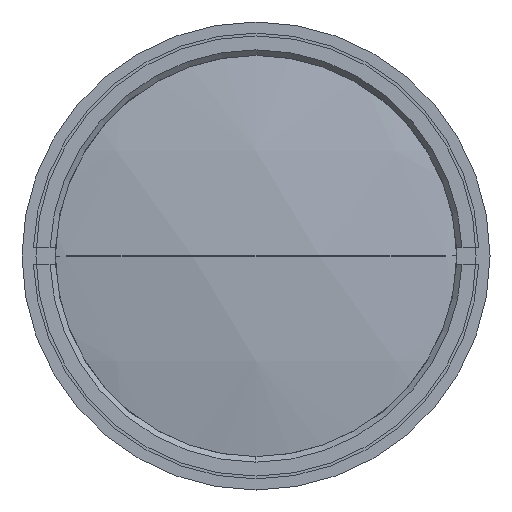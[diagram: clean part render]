
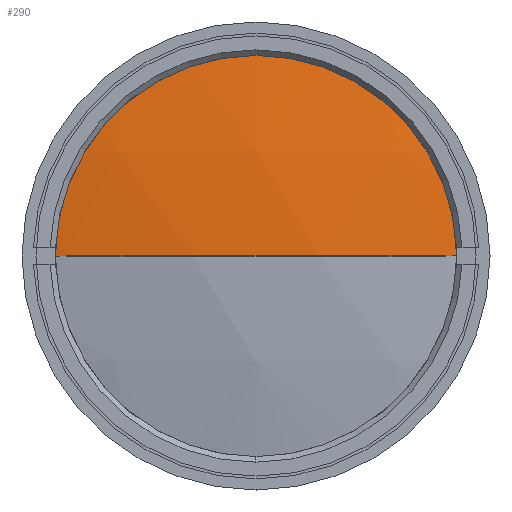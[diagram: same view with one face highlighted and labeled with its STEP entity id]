
A CAD part, left-side view. The second image highlights one B-rep face of the part: STEP entity #290.
In plain terms, the highlighted spherical face has radius 94.402 mm.
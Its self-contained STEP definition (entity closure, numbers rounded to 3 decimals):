
#30 = DIRECTION ( 'NONE',  ( -1., 0., 0. ) ) ;
#133 = AXIS2_PLACEMENT_3D ( 'NONE', #2776, #705, #1427 ) ;
#150 = AXIS2_PLACEMENT_3D ( 'NONE', #1917, #2376, #1262 ) ;
#225 = DIRECTION ( 'NONE',  ( 0., -1., 0. ) ) ;
#290 = ADVANCED_FACE ( 'NONE', ( #381 ), #860, .T. ) ;
#291 = CARTESIAN_POINT ( 'NONE',  ( -88.485, 17., 0. ) ) ;
#381 = FACE_OUTER_BOUND ( 'NONE', #2626, .T. ) ;
#447 = CARTESIAN_POINT ( 'NONE',  ( 4.374, 0., 0. ) ) ;
#486 = CIRCLE ( 'NONE', #150, 18.804 ) ;
#599 = ORIENTED_EDGE ( 'NONE', *, *, #911, .F. ) ;
#637 = VERTEX_POINT ( 'NONE', #1542 ) ;
#705 = DIRECTION ( 'NONE',  ( 0., -1., 0. ) ) ;
#716 = AXIS2_PLACEMENT_3D ( 'NONE', #763, #2602, #1688 ) ;
#727 = CARTESIAN_POINT ( 'NONE',  ( 4.374, 0., 0. ) ) ;
#763 = CARTESIAN_POINT ( 'NONE',  ( 4.374, -17., 0. ) ) ;
#819 = EDGE_CURVE ( 'NONE', #2262, #1829, #2721, .T. ) ;
#839 = ORIENTED_EDGE ( 'NONE', *, *, #2509, .T. ) ;
#857 = DIRECTION ( 'NONE',  ( 1., 0., 0. ) ) ;
#860 = SPHERICAL_SURFACE ( 'NONE', #992, 94.402 ) ;
#877 = DIRECTION ( 'NONE',  ( 0., 0., 1. ) ) ;
#882 = VERTEX_POINT ( 'NONE', #2114 ) ;
#911 = EDGE_CURVE ( 'NONE', #2020, #637, #1396, .T. ) ;
#947 = CARTESIAN_POINT ( 'NONE',  ( -88.485, 17., 0. ) ) ;
#992 = AXIS2_PLACEMENT_3D ( 'NONE', #1305, #877, #2896 ) ;
#1243 = AXIS2_PLACEMENT_3D ( 'NONE', #447, #2081, #30 ) ;
#1252 = ORIENTED_EDGE ( 'NONE', *, *, #2249, .F. ) ;
#1253 = CARTESIAN_POINT ( 'NONE',  ( -88.485, -17., 0. ) ) ;
#1262 = DIRECTION ( 'NONE',  ( 0., 0., -1. ) ) ;
#1305 = CARTESIAN_POINT ( 'NONE',  ( 4.374, 0., 0. ) ) ;
#1396 = CIRCLE ( 'NONE', #716, 92.859 ) ;
#1422 = EDGE_CURVE ( 'NONE', #1829, #2075, #2534, .T. ) ;
#1427 = DIRECTION ( 'NONE',  ( 0., 0., 1. ) ) ;
#1452 = CIRCLE ( 'NONE', #1876, 94.402 ) ;
#1495 = AXIS2_PLACEMENT_3D ( 'NONE', #1761, #2673, #857 ) ;
#1500 = CARTESIAN_POINT ( 'NONE',  ( -88.136, 18.804, 0. ) ) ;
#1542 = CARTESIAN_POINT ( 'NONE',  ( -88.485, -17., 0. ) ) ;
#1688 = DIRECTION ( 'NONE',  ( 0., 0., -1. ) ) ;
#1761 = CARTESIAN_POINT ( 'NONE',  ( 4.374, 0., 0. ) ) ;
#1829 = VERTEX_POINT ( 'NONE', #291 ) ;
#1840 = ORIENTED_EDGE ( 'NONE', *, *, #819, .F. ) ;
#1876 = AXIS2_PLACEMENT_3D ( 'NONE', #727, #2561, #225 ) ;
#1917 = CARTESIAN_POINT ( 'NONE',  ( -88.136, 0., 0. ) ) ;
#2020 = VERTEX_POINT ( 'NONE', #1253 ) ;
#2075 = VERTEX_POINT ( 'NONE', #1500 ) ;
#2081 = DIRECTION ( 'NONE',  ( 0., 0., -1. ) ) ;
#2114 = CARTESIAN_POINT ( 'NONE',  ( -88.136, -18.804, 0. ) ) ;
#2183 = ORIENTED_EDGE ( 'NONE', *, *, #1422, .F. ) ;
#2249 = EDGE_CURVE ( 'NONE', #637, #2262, #2302, .T. ) ;
#2262 = VERTEX_POINT ( 'NONE', #947 ) ;
#2289 = EDGE_CURVE ( 'NONE', #2020, #882, #1452, .T. ) ;
#2302 = CIRCLE ( 'NONE', #1495, 94.402 ) ;
#2376 = DIRECTION ( 'NONE',  ( -1., 0., 0. ) ) ;
#2496 = ORIENTED_EDGE ( 'NONE', *, *, #2289, .T. ) ;
#2509 = EDGE_CURVE ( 'NONE', #882, #2075, #486, .T. ) ;
#2534 = CIRCLE ( 'NONE', #1243, 94.402 ) ;
#2561 = DIRECTION ( 'NONE',  ( 0., 0., 1. ) ) ;
#2602 = DIRECTION ( 'NONE',  ( 0., 1., 0. ) ) ;
#2626 = EDGE_LOOP ( 'NONE', ( #599, #2496, #839, #2183, #1840, #1252 ) ) ;
#2673 = DIRECTION ( 'NONE',  ( 0., 0., -1. ) ) ;
#2721 = CIRCLE ( 'NONE', #133, 92.859 ) ;
#2776 = CARTESIAN_POINT ( 'NONE',  ( 4.374, 17., 0. ) ) ;
#2896 = DIRECTION ( 'NONE',  ( 0., 1., 0. ) ) ;
